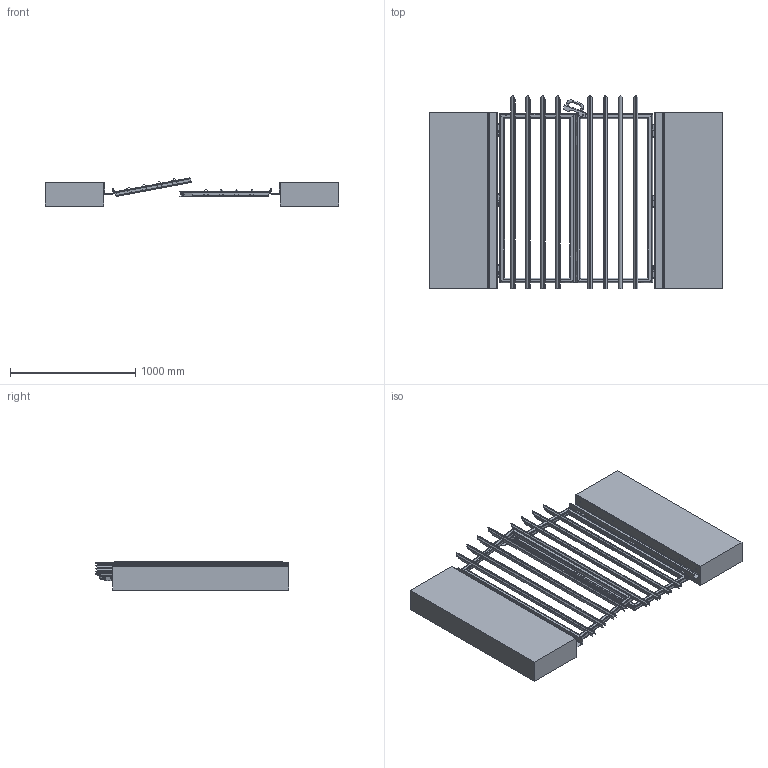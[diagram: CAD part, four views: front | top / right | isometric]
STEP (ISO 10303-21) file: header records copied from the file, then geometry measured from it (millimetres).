
FILE_DESCRIPTION(('FreeCAD Model'),'2;1');
FILE_NAME('Open CASCADE Shape Model','2025-05-02T01:37:56',('FreeCAD'),( 'FreeCAD'),'Open CASCADE STEP processor 7.6','FreeCAD','Unknown');
FILE_SCHEMA(('AUTOMOTIVE_DESIGN { 1 0 10303 214 1 1 1 1 }'));
Length unit declared in the file: millimetre
Products named in the file (1): Open CASCADE STEP translator 7.6 1
Bounding box: 2340.62 x 1546.68 x 224.18 mm (x, y, z)
Volume: 255367397.1 mm3; surface area: 9295066.1 mm2
Topology: 37 solids, 38 shells, 1076 faces, 2620 edges, 1624 vertices
Faces by surface type: bspline 1076
Entity records: 29964 total; most frequent: CARTESIAN_POINT 14589, ORIENTED_EDGE 5240, EDGE_CURVE 2620, B_SPLINE_CURVE_WITH_KNOTS 1808, VERTEX_POINT 1624, FACE_BOUND 1142, EDGE_LOOP 1142, ADVANCED_FACE 1076
